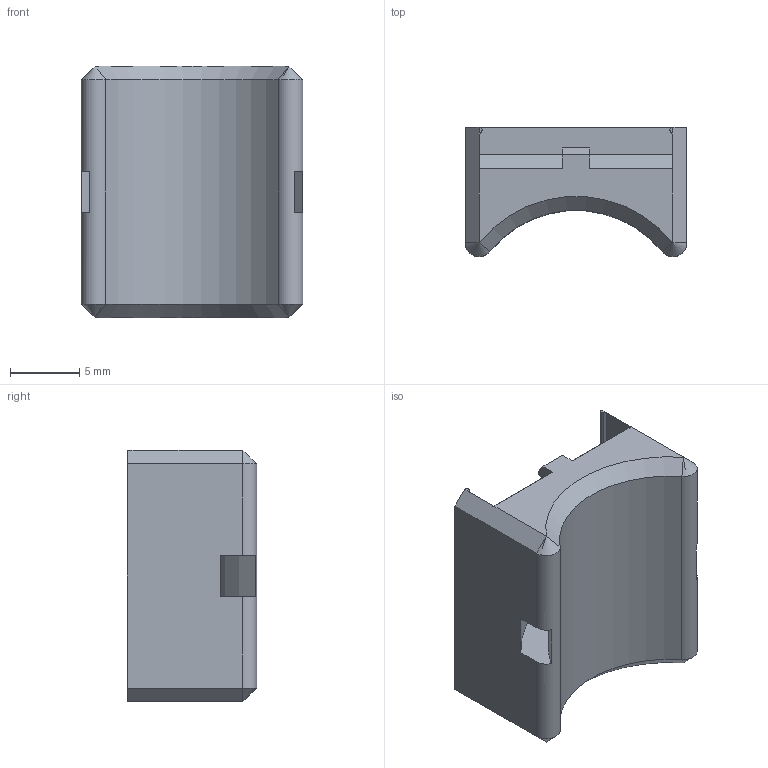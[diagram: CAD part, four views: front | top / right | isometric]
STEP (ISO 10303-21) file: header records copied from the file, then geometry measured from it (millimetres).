
FILE_DESCRIPTION(/* description */ (''),/* implementation_level */ '2;1');
FILE_NAME(/* name */ 'Legs_leds_holder v2.step',/* time_stamp */ '2022-10-05T09:44:47+02:00',/* author */ (''),/* organization */ (''),/* preprocessor_version */ 'ST-DEVELOPER v19',/* originating_system */ 'Autodesk Translation Framework v11.7.0.108',/* authorisation */ '');
FILE_SCHEMA (('AUTOMOTIVE_DESIGN { 1 0 10303 214 3 1 1 }'));
Length unit declared in the file: millimetre
Products named in the file (1): Legs_leds_holder
Bounding box: 16 x 9.34 x 18.2 mm (x, y, z)
Volume: 1527.6 mm3; surface area: 1372.7 mm2
Topology: 1 solids, 1 shells, 39 faces, 103 edges, 60 vertices
Faces by surface type: plane 26, cylinder 7, cone 6
Entity records: 1186 total; most frequent: DIRECTION 199, CARTESIAN_POINT 199, ORIENTED_EDGE 198, EDGE_CURVE 99, LINE 79, VECTOR 79, VERTEX_POINT 60, AXIS2_PLACEMENT_3D 60
